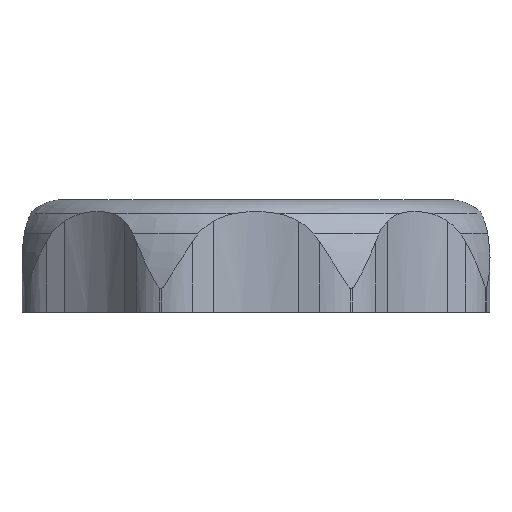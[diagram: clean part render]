
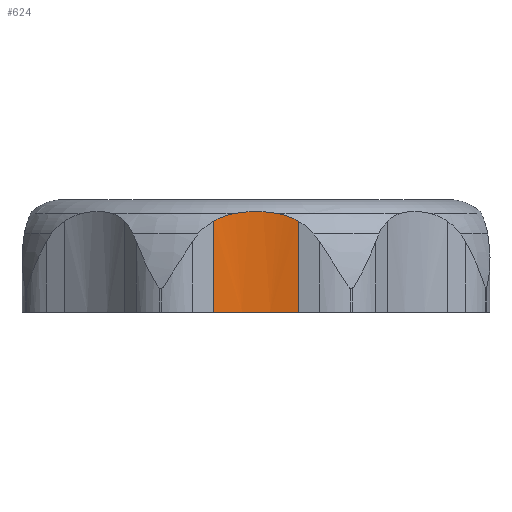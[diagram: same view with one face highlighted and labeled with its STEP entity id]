
A CAD part, left-side view. The second image highlights one B-rep face of the part: STEP entity #624.
In plain terms, the highlighted cylindrical face has radius 49.5 mm (diameter 99 mm), a partial arc.
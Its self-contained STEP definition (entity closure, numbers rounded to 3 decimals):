
#624 = ADVANCED_FACE( '', ( #3485 ), #3486, .F. );
#3485 = FACE_OUTER_BOUND( '', #8187, .T. );
#3486 = CYLINDRICAL_SURFACE( '', #8188, 49.5 );
#8187 = EDGE_LOOP( '', ( #20051, #20052, #20053, #20054, #20055, #20056 ) );
#8188 = AXIS2_PLACEMENT_3D( '', #20057, #20058, #20059 );
#20051 = ORIENTED_EDGE( '', *, *, #37186, .F. );
#20052 = ORIENTED_EDGE( '', *, *, #32240, .T. );
#20053 = ORIENTED_EDGE( '', *, *, #37187, .T. );
#20054 = ORIENTED_EDGE( '', *, *, #37188, .T. );
#20055 = ORIENTED_EDGE( '', *, *, #32245, .T. );
#20056 = ORIENTED_EDGE( '', *, *, #32285, .T. );
#20057 = CARTESIAN_POINT( '', ( -103.5, 0., -174.264 ) );
#20058 = DIRECTION( '', ( 0., 0., -1. ) );
#20059 = DIRECTION( '', ( -0.838, 0.545, 0. ) );
#32240 = EDGE_CURVE( '', #39050, #39048, #39051, .F. );
#32245 = EDGE_CURVE( '', #39060, #39058, #39061, .T. );
#32285 = EDGE_CURVE( '', #39058, #39131, #39133, .T. );
#37186 = EDGE_CURVE( '', #39050, #39131, #48394, .T. );
#37187 = EDGE_CURVE( '', #39048, #48395, #48396, .T. );
#37188 = EDGE_CURVE( '', #48395, #39060, #48397, .T. );
#39048 = VERTEX_POINT( '', #50308 );
#39050 = VERTEX_POINT( '', #50311 );
#39051 = CIRCLE( '', #50312, 49.5 );
#39058 = VERTEX_POINT( '', #50329 );
#39060 = VERTEX_POINT( '', #50331 );
#39061 = B_SPLINE_CURVE_WITH_KNOTS( '', 3, ( #50332, #50333, #50334, #50335, #50336, #50337, #50338, #50339, #50340, #50341 ), .UNSPECIFIED., .F., .F., ( 4, 2, 2, 2, 4 ), ( 0., 0.003, 0.005, 0.008, 0.01 ), .UNSPECIFIED. );
#39131 = VERTEX_POINT( '', #50593 );
#39133 = B_SPLINE_CURVE_WITH_KNOTS( '', 3, ( #50600, #50601, #50602, #50603, #50604, #50605 ), .UNSPECIFIED., .F., .F., ( 4, 2, 4 ), ( 0., 0.003, 0.006 ), .UNSPECIFIED. );
#48394 = LINE( '', #75037, #75038 );
#48395 = VERTEX_POINT( '', #75039 );
#48396 = LINE( '', #75040, #75041 );
#48397 = B_SPLINE_CURVE_WITH_KNOTS( '', 3, ( #75042, #75043, #75044, #75045, #75046, #75047, #75048, #75049 ), .UNSPECIFIED., .F., .F., ( 4, 2, 2, 4 ), ( -0.016, -0.014, -0.013, -0.01 ), .UNSPECIFIED. );
#50308 = CARTESIAN_POINT( '', ( -55.073, -10.251, 0. ) );
#50311 = CARTESIAN_POINT( '', ( -55.073, 10.251, 0. ) );
#50312 = AXIS2_PLACEMENT_3D( '', #78933, #78934, #78935 );
#50329 = CARTESIAN_POINT( '', ( -54.257, 5.037, 23.891 ) );
#50331 = CARTESIAN_POINT( '', ( -54.257, -5.037, 23.891 ) );
#50332 = CARTESIAN_POINT( '', ( -54.257, -5.037, 23.891 ) );
#50333 = CARTESIAN_POINT( '', ( -54.172, -4.204, 24.052 ) );
#50334 = CARTESIAN_POINT( '', ( -54.108, -3.369, 24.166 ) );
#50335 = CARTESIAN_POINT( '', ( -54.022, -1.694, 24.316 ) );
#50336 = CARTESIAN_POINT( '', ( -54., -0.854, 24.352 ) );
#50337 = CARTESIAN_POINT( '', ( -54., 0.828, 24.353 ) );
#50338 = CARTESIAN_POINT( '', ( -54.021, 1.672, 24.317 ) );
#50339 = CARTESIAN_POINT( '', ( -54.107, 3.362, 24.167 ) );
#50340 = CARTESIAN_POINT( '', ( -54.172, 4.205, 24.052 ) );
#50341 = CARTESIAN_POINT( '', ( -54.257, 5.037, 23.891 ) );
#50593 = CARTESIAN_POINT( '', ( -55.073, 10.251, 21.974 ) );
#50600 = CARTESIAN_POINT( '', ( -54.257, 5.037, 23.891 ) );
#50601 = CARTESIAN_POINT( '', ( -54.351, 5.96, 23.7 ) );
#50602 = CARTESIAN_POINT( '', ( -54.47, 6.859, 23.453 ) );
#50603 = CARTESIAN_POINT( '', ( -54.745, 8.6, 22.825 ) );
#50604 = CARTESIAN_POINT( '', ( -54.902, 9.443, 22.444 ) );
#50605 = CARTESIAN_POINT( '', ( -55.073, 10.251, 21.974 ) );
#75037 = CARTESIAN_POINT( '', ( -55.073, 10.251, -174.264 ) );
#75038 = VECTOR( '', #79643, 1000. );
#75039 = CARTESIAN_POINT( '', ( -55.073, -10.251, 21.974 ) );
#75040 = CARTESIAN_POINT( '', ( -55.073, -10.251, -174.264 ) );
#75041 = VECTOR( '', #79644, 1000. );
#75042 = CARTESIAN_POINT( '', ( -55.073, -10.251, 21.974 ) );
#75043 = CARTESIAN_POINT( '', ( -54.989, -9.853, 22.205 ) );
#75044 = CARTESIAN_POINT( '', ( -54.907, -9.444, 22.417 ) );
#75045 = CARTESIAN_POINT( '', ( -54.751, -8.602, 22.804 ) );
#75046 = CARTESIAN_POINT( '', ( -54.676, -8.168, 22.981 ) );
#75047 = CARTESIAN_POINT( '', ( -54.468, -6.847, 23.458 ) );
#75048 = CARTESIAN_POINT( '', ( -54.35, -5.949, 23.702 ) );
#75049 = CARTESIAN_POINT( '', ( -54.257, -5.037, 23.891 ) );
#78933 = CARTESIAN_POINT( '', ( -103.5, 0., 0. ) );
#78934 = DIRECTION( '', ( 0., 0., 1. ) );
#78935 = DIRECTION( '', ( 0.383, -0.924, 0. ) );
#79643 = DIRECTION( '', ( 0., 0., 1. ) );
#79644 = DIRECTION( '', ( 0., 0., 1. ) );
